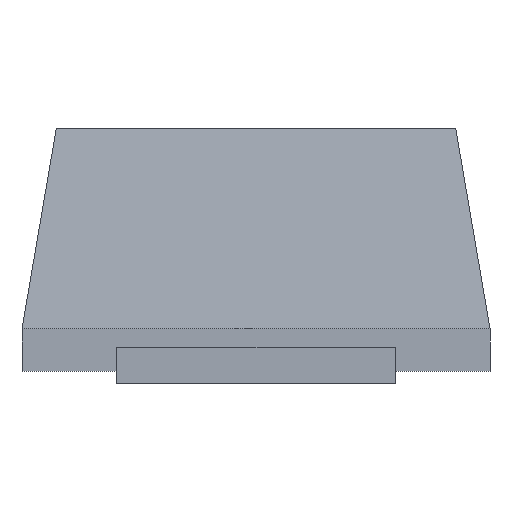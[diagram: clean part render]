
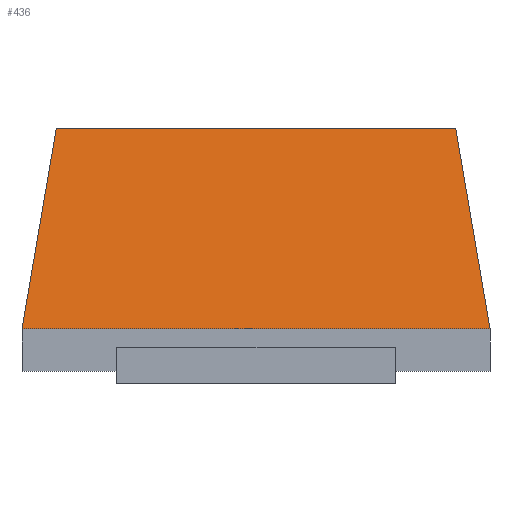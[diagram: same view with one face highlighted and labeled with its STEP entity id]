
A CAD part, left-side view. The second image highlights one B-rep face of the part: STEP entity #436.
In plain terms, the highlighted planar face has unit normal (-0.986, 0, 0.169).
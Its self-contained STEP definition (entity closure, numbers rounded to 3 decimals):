
#204=CARTESIAN_POINT('',(-1.403,-0.856,1.092));
#203=VERTEX_POINT('',#204);
#222=CARTESIAN_POINT('',(-1.403,0.856,1.092));
#221=VERTEX_POINT('',#222);
#230=EDGE_CURVE('',#203,#221,#235,.T.);
#235=LINE('',#204,#237);
#237=VECTOR('',#238,1.713);
#238=DIRECTION('',(0.0,1.0,0.0));
#302=CARTESIAN_POINT('',(-1.549,-1.003,0.234));
#301=VERTEX_POINT('',#302);
#328=EDGE_CURVE('',#301,#203,#333,.T.);
#333=LINE('',#302,#335);
#335=VECTOR('',#336,0.883);
#336=DIRECTION('',(0.166,0.166,0.972));
#398=CARTESIAN_POINT('',(-1.549,1.003,0.234));
#397=VERTEX_POINT('',#398);
#406=EDGE_CURVE('',#221,#397,#411,.T.);
#411=LINE('',#222,#413);
#413=VECTOR('',#414,0.883);
#414=DIRECTION('',(-0.166,0.166,-0.972));
#436=ADVANCED_FACE('',(#442),#437,.T.);
#437=PLANE('',#438);
#438=AXIS2_PLACEMENT_3D('',#439,#440,#441);
#439=CARTESIAN_POINT('',(-1.549,1.003,0.234));
#440=DIRECTION('',(-0.986,0.0,0.169));
#441=DIRECTION('',(0.,0.,1.));
#442=FACE_OUTER_BOUND('',#443,.T.);
#443=EDGE_LOOP('',(#444,#454,#464,#474));
#445=EDGE_CURVE('',#301,#397,#450,.T.);
#450=LINE('',#302,#452);
#452=VECTOR('',#453,2.007);
#453=DIRECTION('',(0.0,1.0,0.0));
#444=ORIENTED_EDGE('',*,*,#445,.F.);
#454=ORIENTED_EDGE('',*,*,#328,.T.);
#464=ORIENTED_EDGE('',*,*,#230,.T.);
#474=ORIENTED_EDGE('',*,*,#406,.T.);
